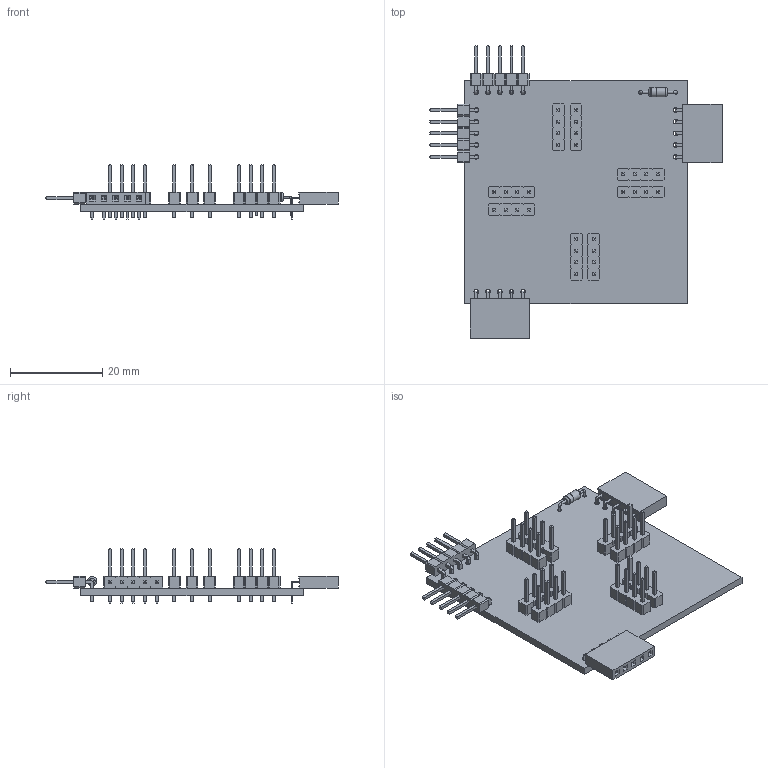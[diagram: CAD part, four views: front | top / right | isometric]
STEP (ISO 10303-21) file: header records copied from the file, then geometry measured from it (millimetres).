
FILE_DESCRIPTION(('KiCad electronic assembly'),'2;1');
FILE_NAME('bottom_test.step','2023-10-26T16:56:01',('Pcbnew'),('Kicad'), 'Open CASCADE STEP processor 7.7','KiCad to STEP converter','Unknown' );
FILE_SCHEMA(('AUTOMOTIVE_DESIGN { 1 0 10303 214 1 1 1 1 }'));
Length unit declared in the file: millimetre
Products named in the file (10): bottom_test 1; PinHeader_1x04_P2.54mm_Vertical; SOLID; PinHeader_1x05_P2.54mm_Horizontal; PinSocket_1x05_P2.54mm_Horizontal; D_DO-35_SOD27_P7.62mm_Horizontal; COMPOUND; _autosave-bottom_test PCB
Assembly tree (18 placements, depth 3):
  bottom_test 1
    PinHeader_1x04_P2.54mm_Vertical  x8
      SOLID
    PinHeader_1x05_P2.54mm_Horizontal  x2
      SOLID
    PinSocket_1x05_P2.54mm_Horizontal  x2
      SOLID
    D_DO-35_SOD27_P7.62mm_Horizontal
      COMPOUND
    _autosave-bottom_test PCB
Bounding box: 63.25 x 63.25 x 11.84 mm (x, y, z)
Volume: 5033 mm3; surface area: 8387.2 mm2
Topology: 15 solids, 15 shells, 1524 faces, 3752 edges, 2374 vertices
Faces by surface type: plane 1430, cylinder 90, torus 4
Full cylindrical faces by diameter (mm): 0.5 x3, 0.8 x2, 1 x52, 2 x2, 2.02 x1
Entity records: 35010 total; most frequent: CARTESIAN_POINT 5830, DIRECTION 4857, LINE 3481, VECTOR 3481, ORIENTED_EDGE 2522, PCURVE 2522, DEFINITIONAL_REPRESENTATION 2522, EDGE_CURVE 1261
